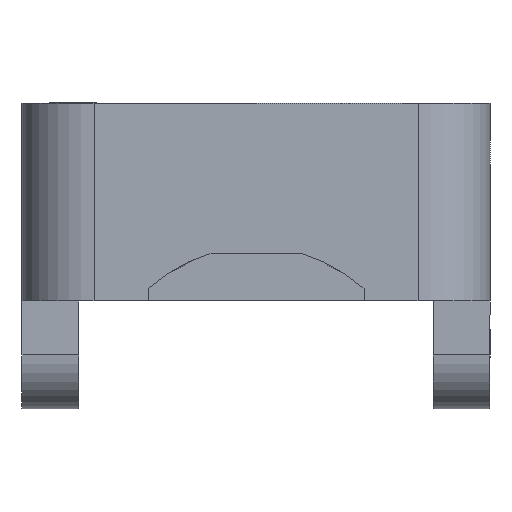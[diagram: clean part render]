
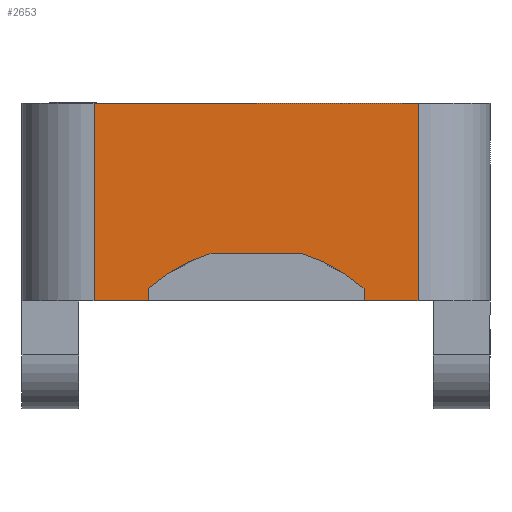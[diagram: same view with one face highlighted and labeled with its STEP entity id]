
A CAD part, front view. The second image highlights one B-rep face of the part: STEP entity #2653.
In plain terms, the highlighted planar face has unit normal (0, -1, 0).
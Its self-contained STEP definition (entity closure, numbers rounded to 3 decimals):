
#8 = CARTESIAN_POINT ( 'NONE',  ( 15.5, -45., 2.644 ) ) ;
#19 = VERTEX_POINT ( 'NONE', #247 ) ;
#48 = CARTESIAN_POINT ( 'NONE',  ( 7., -45., 0.691 ) ) ;
#52 = AXIS2_PLACEMENT_3D ( 'NONE', #1721, #1495, #2133 ) ;
#89 = AXIS2_PLACEMENT_3D ( 'NONE', #2228, #107, #988 ) ;
#107 = DIRECTION ( 'NONE',  ( 0., 1., 0. ) ) ;
#206 = VERTEX_POINT ( 'NONE', #8 ) ;
#225 = VECTOR ( 'NONE', #1789, 1000. ) ;
#247 = CARTESIAN_POINT ( 'NONE',  ( 22., -45., 11. ) ) ;
#259 = CIRCLE ( 'NONE', #1656, 8.95 ) ;
#262 = VECTOR ( 'NONE', #1616, 1000. ) ;
#293 = LINE ( 'NONE', #2640, #225 ) ;
#330 = VECTOR ( 'NONE', #2298, 1000. ) ;
#339 = PLANE ( 'NONE',  #89 ) ;
#341 = DIRECTION ( 'NONE',  ( 1., 0., 0. ) ) ;
#443 = ORIENTED_EDGE ( 'NONE', *, *, #2197, .F. ) ;
#481 = VERTEX_POINT ( 'NONE', #1924 ) ;
#509 = ORIENTED_EDGE ( 'NONE', *, *, #1090, .F. ) ;
#549 = CARTESIAN_POINT ( 'NONE',  ( 4., -45., 0. ) ) ;
#555 = VECTOR ( 'NONE', #1991, 1000. ) ;
#603 = CARTESIAN_POINT ( 'NONE',  ( 4., -45., 11. ) ) ;
#632 = VECTOR ( 'NONE', #1893, 1000. ) ;
#668 = CARTESIAN_POINT ( 'NONE',  ( 19., -45., 0.691 ) ) ;
#708 = DIRECTION ( 'NONE',  ( 0., 0., 1. ) ) ;
#730 = EDGE_CURVE ( 'NONE', #2707, #2295, #997, .T. ) ;
#765 = CARTESIAN_POINT ( 'NONE',  ( 22., -45., 11. ) ) ;
#783 = CARTESIAN_POINT ( 'NONE',  ( 13., -45., -5.95 ) ) ;
#830 = EDGE_CURVE ( 'NONE', #2670, #970, #293, .T. ) ;
#905 = EDGE_LOOP ( 'NONE', ( #2310, #1203, #2740, #443, #2462, #1423, #1799, #1587, #509, #1693 ) ) ;
#957 = EDGE_CURVE ( 'NONE', #1002, #1264, #1059, .T. ) ;
#970 = VERTEX_POINT ( 'NONE', #603 ) ;
#988 = DIRECTION ( 'NONE',  ( 0., 0., 1. ) ) ;
#997 = LINE ( 'NONE', #1104, #2647 ) ;
#1002 = VERTEX_POINT ( 'NONE', #1043 ) ;
#1043 = CARTESIAN_POINT ( 'NONE',  ( 7., -45., 0. ) ) ;
#1059 = LINE ( 'NONE', #2056, #2110 ) ;
#1090 = EDGE_CURVE ( 'NONE', #206, #1237, #1442, .T. ) ;
#1104 = CARTESIAN_POINT ( 'NONE',  ( 19., -45., 0. ) ) ;
#1121 = CIRCLE ( 'NONE', #52, 8.95 ) ;
#1169 = DIRECTION ( 'NONE',  ( 0., 0., -1. ) ) ;
#1203 = ORIENTED_EDGE ( 'NONE', *, *, #1865, .T. ) ;
#1237 = VERTEX_POINT ( 'NONE', #2116 ) ;
#1264 = VERTEX_POINT ( 'NONE', #48 ) ;
#1322 = LINE ( 'NONE', #1844, #262 ) ;
#1416 = EDGE_CURVE ( 'NONE', #2670, #1002, #1322, .T. ) ;
#1423 = ORIENTED_EDGE ( 'NONE', *, *, #1416, .T. ) ;
#1442 = LINE ( 'NONE', #2288, #330 ) ;
#1495 = DIRECTION ( 'NONE',  ( 0., 1., 0. ) ) ;
#1587 = ORIENTED_EDGE ( 'NONE', *, *, #1625, .T. ) ;
#1616 = DIRECTION ( 'NONE',  ( 1., 0., 0. ) ) ;
#1625 = EDGE_CURVE ( 'NONE', #1264, #1237, #1121, .T. ) ;
#1656 = AXIS2_PLACEMENT_3D ( 'NONE', #783, #1812, #341 ) ;
#1693 = ORIENTED_EDGE ( 'NONE', *, *, #1880, .F. ) ;
#1721 = CARTESIAN_POINT ( 'NONE',  ( 13., -45., -5.95 ) ) ;
#1772 = FACE_OUTER_BOUND ( 'NONE', #905, .T. ) ;
#1789 = DIRECTION ( 'NONE',  ( 0., 0., 1. ) ) ;
#1799 = ORIENTED_EDGE ( 'NONE', *, *, #957, .T. ) ;
#1812 = DIRECTION ( 'NONE',  ( 0., -1., 0. ) ) ;
#1844 = CARTESIAN_POINT ( 'NONE',  ( 0., -45., 0. ) ) ;
#1865 = EDGE_CURVE ( 'NONE', #2707, #481, #2474, .T. ) ;
#1876 = CARTESIAN_POINT ( 'NONE',  ( 0., -45., 11. ) ) ;
#1880 = EDGE_CURVE ( 'NONE', #2295, #206, #259, .T. ) ;
#1893 = DIRECTION ( 'NONE',  ( 1., 0., 0. ) ) ;
#1924 = CARTESIAN_POINT ( 'NONE',  ( 22., -45., 0. ) ) ;
#1954 = EDGE_CURVE ( 'NONE', #19, #481, #2645, .T. ) ;
#1991 = DIRECTION ( 'NONE',  ( 1., 0., 0. ) ) ;
#2012 = VECTOR ( 'NONE', #1169, 1000. ) ;
#2056 = CARTESIAN_POINT ( 'NONE',  ( 7., -45., 0. ) ) ;
#2110 = VECTOR ( 'NONE', #2479, 1000. ) ;
#2116 = CARTESIAN_POINT ( 'NONE',  ( 10.5, -45., 2.644 ) ) ;
#2133 = DIRECTION ( 'NONE',  ( -1., 0., 0. ) ) ;
#2197 = EDGE_CURVE ( 'NONE', #970, #19, #2205, .T. ) ;
#2205 = LINE ( 'NONE', #1876, #632 ) ;
#2228 = CARTESIAN_POINT ( 'NONE',  ( 0., -45., 11. ) ) ;
#2288 = CARTESIAN_POINT ( 'NONE',  ( 15.5, -45., 2.644 ) ) ;
#2295 = VERTEX_POINT ( 'NONE', #668 ) ;
#2298 = DIRECTION ( 'NONE',  ( -1., 0., 0. ) ) ;
#2310 = ORIENTED_EDGE ( 'NONE', *, *, #730, .F. ) ;
#2421 = CARTESIAN_POINT ( 'NONE',  ( 0., -45., 0. ) ) ;
#2462 = ORIENTED_EDGE ( 'NONE', *, *, #830, .F. ) ;
#2474 = LINE ( 'NONE', #2421, #555 ) ;
#2479 = DIRECTION ( 'NONE',  ( 0., 0., 1. ) ) ;
#2640 = CARTESIAN_POINT ( 'NONE',  ( 4., -45., 11. ) ) ;
#2645 = LINE ( 'NONE', #765, #2012 ) ;
#2647 = VECTOR ( 'NONE', #708, 1000. ) ;
#2653 = ADVANCED_FACE ( 'NONE', ( #1772 ), #339, .F. ) ;
#2670 = VERTEX_POINT ( 'NONE', #549 ) ;
#2707 = VERTEX_POINT ( 'NONE', #2735 ) ;
#2735 = CARTESIAN_POINT ( 'NONE',  ( 19., -45., 0. ) ) ;
#2740 = ORIENTED_EDGE ( 'NONE', *, *, #1954, .F. ) ;
